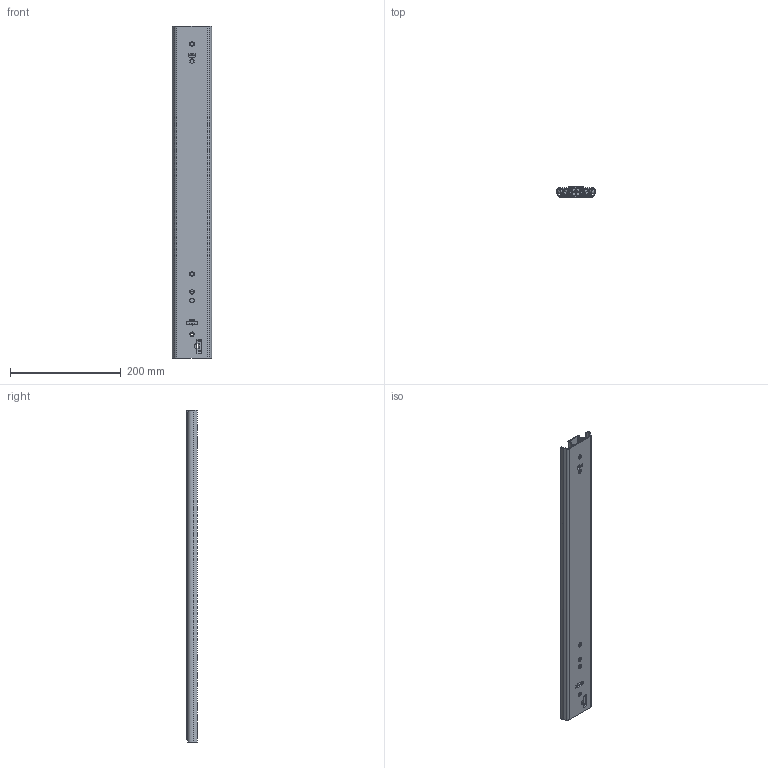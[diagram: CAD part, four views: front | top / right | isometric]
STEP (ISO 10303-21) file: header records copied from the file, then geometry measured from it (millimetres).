
FILE_DESCRIPTION((''),'2;1');
FILE_NAME('101-S67_ASM','2015-05-18T',('w.jans'),(''),'PRO/ENGINEER BY PARAMETRIC TECHNOLOGY CORPORATION, 2003450','PRO/ENGINEER BY PARAMETRIC TECHNOLOGY CORPORATION, 2003450','');
FILE_SCHEMA(('CONFIG_CONTROL_DESIGN'));
Length unit declared in the file: millimetre
Products named in the file (14): 101-S67-SKEL; 511-01-S67-TA1; 511-01-S67-TA1_ASM; 515-4XX-01-S67; 911-073; 515-4XX-01-S67_ASM; 512-01-S67-TA2; 512-01-S67-TA2_ASM; 515-5XX-01-S67; 911-078; 515-5XX-01-S67_ASM; 513-01-S67-TA3; 513-01-S67-TA3_ASM; 101-S67_ASM
Assembly tree (67 placements, depth 3):
  101-S67_ASM
    101-S67-SKEL
    511-01-S67-TA1_ASM
      511-01-S67-TA1
    515-4XX-01-S67_ASM
      515-4XX-01-S67
      911-073  x30
    512-01-S67-TA2_ASM
      512-01-S67-TA2
    515-5XX-01-S67_ASM
      515-5XX-01-S67
      911-078  x26
    513-01-S67-TA3_ASM
      513-01-S67-TA3
Bounding box: 70.9 x 18.4 x 600 mm (x, y, z)
Volume: 290298 mm3; surface area: 350005.4 mm2
Topology: 61 solids, 61 shells, 1339 faces, 3890 edges, 2432 vertices
Faces by surface type: plane 674, cylinder 521, sphere 112, cone 32
Entity records: 43420 total; most frequent: CARTESIAN_POINT 9482, DIRECTION 7137, ORIENTED_EDGE 7116, EDGE_CURVE 3558, AXIS2_PLACEMENT_3D 2388, VECTOR 2361, LINE 2361, VERTEX_POINT 2324
